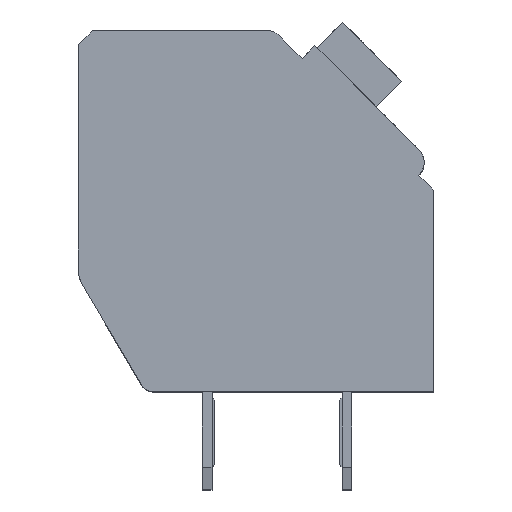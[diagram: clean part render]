
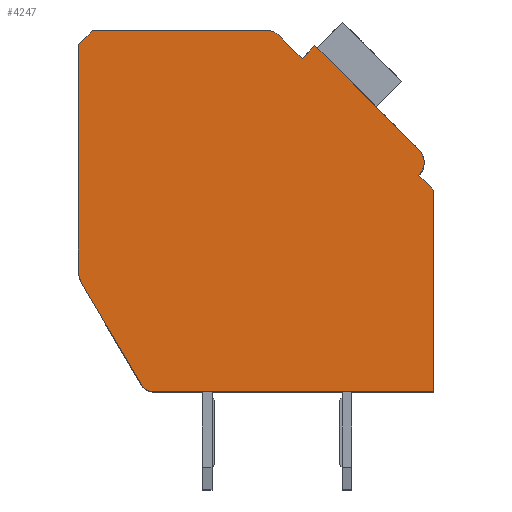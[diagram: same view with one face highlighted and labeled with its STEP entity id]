
A CAD part, top view. The second image highlights one B-rep face of the part: STEP entity #4247.
In plain terms, the highlighted planar face has unit normal (0, 0, 1).
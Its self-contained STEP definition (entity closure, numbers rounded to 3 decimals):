
#155=DIRECTION('',(0.,-1.,0.));
#156=VECTOR('',#155,8.053);
#157=CARTESIAN_POINT('',(-12.7,12.4,2.1));
#158=LINE('',#157,#156);
#159=DIRECTION('',(-0.707,-0.707,0.));
#160=VECTOR('',#159,0.707);
#161=CARTESIAN_POINT('',(-12.2,12.9,2.1));
#162=LINE('',#161,#160);
#163=DIRECTION('',(-1.,0.,0.));
#164=VECTOR('',#163,6.298);
#165=CARTESIAN_POINT('',(-5.902,12.9,2.1));
#166=LINE('',#165,#164);
#167=CARTESIAN_POINT('',(-5.902,12.4,2.1));
#168=DIRECTION('',(0.,0.,1.));
#169=DIRECTION('',(0.707,0.707,0.));
#170=AXIS2_PLACEMENT_3D('',#167,#168,#169);
#172=DIRECTION('',(-0.707,0.707,0.));
#173=VECTOR('',#172,1.197);
#174=CARTESIAN_POINT('',(-4.702,11.907,2.1));
#175=LINE('',#174,#173);
#176=DIRECTION('',(-0.707,-0.707,0.));
#177=VECTOR('',#176,0.65);
#178=CARTESIAN_POINT('',(-4.243,12.367,2.1));
#179=LINE('',#178,#177);
#180=DIRECTION('',(-0.707,0.707,0.));
#181=VECTOR('',#180,5.25);
#182=CARTESIAN_POINT('',(-0.53,8.655,2.1));
#183=LINE('',#182,#181);
#184=CARTESIAN_POINT('',(-0.99,8.195,2.1));
#185=DIRECTION('',(0.,0.,1.));
#186=DIRECTION('',(0.707,-0.707,0.));
#187=AXIS2_PLACEMENT_3D('',#184,#185,#186);
#189=DIRECTION('',(-0.707,0.707,0.));
#190=VECTOR('',#189,0.75);
#191=CARTESIAN_POINT('',(0.,7.205,2.1));
#192=LINE('',#191,#190);
#193=DIRECTION('',(0.,1.,0.));
#194=VECTOR('',#193,7.205);
#195=CARTESIAN_POINT('',(0.,0.,2.1));
#196=LINE('',#195,#194);
#197=DIRECTION('',(1.,0.,0.));
#198=VECTOR('',#197,10.014);
#199=CARTESIAN_POINT('',(-10.014,0.,2.1));
#200=LINE('',#199,#198);
#201=CARTESIAN_POINT('',(-10.014,0.5,2.1));
#202=DIRECTION('',(0.,0.,1.));
#203=DIRECTION('',(-0.862,-0.508,0.));
#204=AXIS2_PLACEMENT_3D('',#201,#202,#203);
#206=DIRECTION('',(0.508,-0.862,0.));
#207=VECTOR('',#206,4.17);
#208=CARTESIAN_POINT('',(-12.562,3.839,2.1));
#209=LINE('',#208,#207);
#210=CARTESIAN_POINT('',(-11.7,4.347,2.1));
#211=DIRECTION('',(0.,0.,1.));
#212=DIRECTION('',(-1.,0.,0.));
#213=AXIS2_PLACEMENT_3D('',#210,#211,#212);
#3139=CARTESIAN_POINT('',(-12.7,12.4,2.1));
#3140=CARTESIAN_POINT('',(-12.7,4.347,2.1));
#3141=VERTEX_POINT('',#3139);
#3142=VERTEX_POINT('',#3140);
#3143=CARTESIAN_POINT('',(-12.562,3.839,2.1));
#3144=VERTEX_POINT('',#3143);
#3145=CARTESIAN_POINT('',(-10.445,0.246,2.1));
#3146=VERTEX_POINT('',#3145);
#3147=CARTESIAN_POINT('',(-10.014,0.,2.1));
#3148=VERTEX_POINT('',#3147);
#3149=CARTESIAN_POINT('',(0.,0.,2.1));
#3150=VERTEX_POINT('',#3149);
#3151=CARTESIAN_POINT('',(0.,7.205,2.1));
#3152=VERTEX_POINT('',#3151);
#3153=CARTESIAN_POINT('',(-0.53,7.735,2.1));
#3154=VERTEX_POINT('',#3153);
#3155=CARTESIAN_POINT('',(-0.53,8.655,2.1));
#3156=VERTEX_POINT('',#3155);
#3157=CARTESIAN_POINT('',(-4.243,12.367,2.1));
#3158=VERTEX_POINT('',#3157);
#3159=CARTESIAN_POINT('',(-4.702,11.907,2.1));
#3160=VERTEX_POINT('',#3159);
#3161=CARTESIAN_POINT('',(-5.548,12.754,2.1));
#3162=VERTEX_POINT('',#3161);
#3163=CARTESIAN_POINT('',(-5.902,12.9,2.1));
#3164=VERTEX_POINT('',#3163);
#3165=CARTESIAN_POINT('',(-12.2,12.9,2.1));
#3166=VERTEX_POINT('',#3165);
#4214=CARTESIAN_POINT('',(0.,0.,2.1));
#4215=DIRECTION('',(0.,0.,1.));
#4216=DIRECTION('',(1.,0.,0.));
#4217=AXIS2_PLACEMENT_3D('',#4214,#4215,#4216);
#4218=PLANE('',#4217);
#4219=ORIENTED_EDGE('',*,*,#4105,.F.);
#4221=ORIENTED_EDGE('',*,*,#4220,.F.);
#4223=ORIENTED_EDGE('',*,*,#4222,.F.);
#4225=ORIENTED_EDGE('',*,*,#4224,.F.);
#4227=ORIENTED_EDGE('',*,*,#4226,.F.);
#4229=ORIENTED_EDGE('',*,*,#4228,.F.);
#4231=ORIENTED_EDGE('',*,*,#4230,.F.);
#4233=ORIENTED_EDGE('',*,*,#4232,.F.);
#4235=ORIENTED_EDGE('',*,*,#4234,.F.);
#4237=ORIENTED_EDGE('',*,*,#4236,.F.);
#4239=ORIENTED_EDGE('',*,*,#4238,.F.);
#4241=ORIENTED_EDGE('',*,*,#4240,.F.);
#4243=ORIENTED_EDGE('',*,*,#4242,.F.);
#4244=ORIENTED_EDGE('',*,*,#4162,.F.);
#4245=EDGE_LOOP('',(#4219,#4221,#4223,#4225,#4227,#4229,#4231,#4233,#4235,#4237,
#4239,#4241,#4243,#4244));
#4246=FACE_OUTER_BOUND('',#4245,.F.);
#171=CIRCLE('',#170,0.5);
#188=CIRCLE('',#187,0.65);
#205=CIRCLE('',#204,0.5);
#214=CIRCLE('',#213,1.);
#4105=EDGE_CURVE('',#3141,#3142,#158,.T.);
#4162=EDGE_CURVE('',#3142,#3144,#214,.T.);
#4220=EDGE_CURVE('',#3166,#3141,#162,.T.);
#4222=EDGE_CURVE('',#3164,#3166,#166,.T.);
#4224=EDGE_CURVE('',#3162,#3164,#171,.T.);
#4226=EDGE_CURVE('',#3160,#3162,#175,.T.);
#4228=EDGE_CURVE('',#3158,#3160,#179,.T.);
#4230=EDGE_CURVE('',#3156,#3158,#183,.T.);
#4232=EDGE_CURVE('',#3154,#3156,#188,.T.);
#4234=EDGE_CURVE('',#3152,#3154,#192,.T.);
#4236=EDGE_CURVE('',#3150,#3152,#196,.T.);
#4238=EDGE_CURVE('',#3148,#3150,#200,.T.);
#4240=EDGE_CURVE('',#3146,#3148,#205,.T.);
#4242=EDGE_CURVE('',#3144,#3146,#209,.T.);
#4247=ADVANCED_FACE('',(#4246),#4218,.T.);
